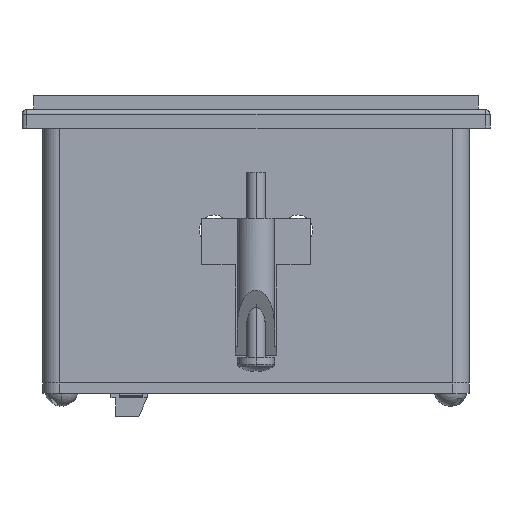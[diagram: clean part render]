
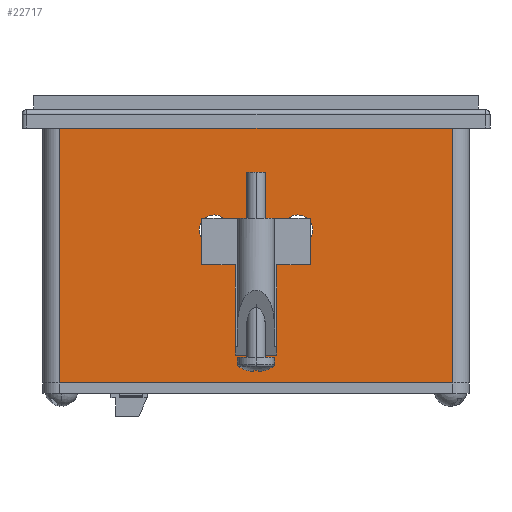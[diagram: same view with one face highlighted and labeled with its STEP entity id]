
A CAD part, left-side view. The second image highlights one B-rep face of the part: STEP entity #22717.
In plain terms, the highlighted planar face has unit normal (-1, 0, 0).
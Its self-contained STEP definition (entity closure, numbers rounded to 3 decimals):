
#308 = ORIENTED_EDGE ( 'NONE', *, *, #803, .T. ) ;
#803 = EDGE_CURVE ( 'NONE', #27124, #19715, #60048, .T. ) ;
#1789 = CARTESIAN_POINT ( 'NONE',  ( -46., 12.25, -23. ) ) ;
#2803 = CARTESIAN_POINT ( 'NONE',  ( -46., 46., -56. ) ) ;
#3350 = EDGE_CURVE ( 'NONE', #30570, #26817, #32600, .T. ) ;
#4343 = CARTESIAN_POINT ( 'NONE',  ( -46., -42.5, -56. ) ) ;
#4454 = CARTESIAN_POINT ( 'NONE',  ( -46., 42.5, -56. ) ) ;
#5012 = CARTESIAN_POINT ( 'NONE',  ( -46., -5.75, -23. ) ) ;
#5102 = EDGE_LOOP ( 'NONE', ( #46127, #62858 ) ) ;
#5398 = EDGE_LOOP ( 'NONE', ( #38152, #42266 ) ) ;
#6298 = CIRCLE ( 'NONE', #22834, 3.25 ) ;
#6833 = ORIENTED_EDGE ( 'NONE', *, *, #3350, .F. ) ;
#7747 = AXIS2_PLACEMENT_3D ( 'NONE', #57606, #28413, #62548 ) ;
#9721 = VECTOR ( 'NONE', #18744, 1000. ) ;
#10359 = CIRCLE ( 'NONE', #7747, 3.25 ) ;
#15110 = VERTEX_POINT ( 'NONE', #24793 ) ;
#16862 = ORIENTED_EDGE ( 'NONE', *, *, #31573, .T. ) ;
#17002 = FACE_BOUND ( 'NONE', #5398, .T. ) ;
#17080 = CARTESIAN_POINT ( 'NONE',  ( -46., 9., -23. ) ) ;
#17128 = CARTESIAN_POINT ( 'NONE',  ( -46., -9., -23. ) ) ;
#17610 = EDGE_LOOP ( 'NONE', ( #6833, #16862, #308, #46293 ) ) ;
#17614 = EDGE_CURVE ( 'NONE', #35719, #15110, #6298, .T. ) ;
#17638 = DIRECTION ( 'NONE',  ( -1., 0., 0. ) ) ;
#17846 = DIRECTION ( 'NONE',  ( 0., -1., 0. ) ) ;
#17977 = AXIS2_PLACEMENT_3D ( 'NONE', #57305, #33434, #18982 ) ;
#18744 = DIRECTION ( 'NONE',  ( 0., 1., 0. ) ) ;
#18982 = DIRECTION ( 'NONE',  ( 0., 1., 0. ) ) ;
#19147 = AXIS2_PLACEMENT_3D ( 'NONE', #17080, #51963, #32543 ) ;
#19715 = VERTEX_POINT ( 'NONE', #53972 ) ;
#22030 = DIRECTION ( 'NONE',  ( 0., -1., 0. ) ) ;
#22445 = EDGE_CURVE ( 'NONE', #15110, #35719, #46772, .T. ) ;
#22717 = ADVANCED_FACE ( 'NONE', ( #42894, #17002, #41380 ), #51174, .F. ) ;
#22834 = AXIS2_PLACEMENT_3D ( 'NONE', #26915, #17638, #17846 ) ;
#23628 = VERTEX_POINT ( 'NONE', #38089 ) ;
#23923 = AXIS2_PLACEMENT_3D ( 'NONE', #17128, #51183, #22030 ) ;
#24793 = CARTESIAN_POINT ( 'NONE',  ( -46., 5.75, -23. ) ) ;
#26817 = VERTEX_POINT ( 'NONE', #4454 ) ;
#26915 = CARTESIAN_POINT ( 'NONE',  ( -46., 9., -23. ) ) ;
#27124 = VERTEX_POINT ( 'NONE', #47737 ) ;
#28413 = DIRECTION ( 'NONE',  ( -1., 0., 0. ) ) ;
#28997 = CARTESIAN_POINT ( 'NONE',  ( -46., 42.5, -56. ) ) ;
#30570 = VERTEX_POINT ( 'NONE', #34305 ) ;
#31573 = EDGE_CURVE ( 'NONE', #30570, #27124, #61177, .T. ) ;
#31781 = EDGE_CURVE ( 'NONE', #23628, #54029, #49638, .T. ) ;
#31961 = DIRECTION ( 'NONE',  ( 0., 1., 0. ) ) ;
#32543 = DIRECTION ( 'NONE',  ( 0., -1., 0. ) ) ;
#32600 = LINE ( 'NONE', #2803, #44084 ) ;
#33434 = DIRECTION ( 'NONE',  ( 1., 0., 0. ) ) ;
#34305 = CARTESIAN_POINT ( 'NONE',  ( -46., -42.5, -56. ) ) ;
#35719 = VERTEX_POINT ( 'NONE', #1789 ) ;
#35898 = CARTESIAN_POINT ( 'NONE',  ( -46., 46., 0. ) ) ;
#38089 = CARTESIAN_POINT ( 'NONE',  ( -46., -12.25, -23. ) ) ;
#38152 = ORIENTED_EDGE ( 'NONE', *, *, #31781, .F. ) ;
#41380 = FACE_OUTER_BOUND ( 'NONE', #17610, .T. ) ;
#42266 = ORIENTED_EDGE ( 'NONE', *, *, #47482, .F. ) ;
#42894 = FACE_BOUND ( 'NONE', #5102, .T. ) ;
#44084 = VECTOR ( 'NONE', #31961, 1000. ) ;
#46127 = ORIENTED_EDGE ( 'NONE', *, *, #22445, .F. ) ;
#46293 = ORIENTED_EDGE ( 'NONE', *, *, #56609, .T. ) ;
#46772 = CIRCLE ( 'NONE', #19147, 3.25 ) ;
#47482 = EDGE_CURVE ( 'NONE', #54029, #23628, #10359, .T. ) ;
#47737 = CARTESIAN_POINT ( 'NONE',  ( -46., -42.5, 0. ) ) ;
#48447 = DIRECTION ( 'NONE',  ( 0., 0., 1. ) ) ;
#49638 = CIRCLE ( 'NONE', #23923, 3.25 ) ;
#51174 = PLANE ( 'NONE',  #17977 ) ;
#51183 = DIRECTION ( 'NONE',  ( -1., 0., 0. ) ) ;
#51963 = DIRECTION ( 'NONE',  ( -1., 0., 0. ) ) ;
#53972 = CARTESIAN_POINT ( 'NONE',  ( -46., 42.5, 0. ) ) ;
#54029 = VERTEX_POINT ( 'NONE', #5012 ) ;
#56609 = EDGE_CURVE ( 'NONE', #19715, #26817, #59152, .T. ) ;
#57305 = CARTESIAN_POINT ( 'NONE',  ( -46., 46., -56. ) ) ;
#57606 = CARTESIAN_POINT ( 'NONE',  ( -46., -9., -23. ) ) ;
#58194 = DIRECTION ( 'NONE',  ( 0., 0., -1. ) ) ;
#59152 = LINE ( 'NONE', #28997, #60708 ) ;
#59629 = VECTOR ( 'NONE', #48447, 1000. ) ;
#60048 = LINE ( 'NONE', #35898, #9721 ) ;
#60708 = VECTOR ( 'NONE', #58194, 1000. ) ;
#61177 = LINE ( 'NONE', #4343, #59629 ) ;
#62548 = DIRECTION ( 'NONE',  ( 0., -1., 0. ) ) ;
#62858 = ORIENTED_EDGE ( 'NONE', *, *, #17614, .F. ) ;
